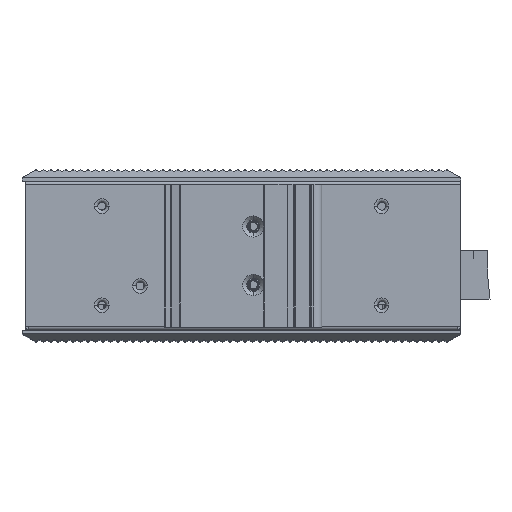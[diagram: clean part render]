
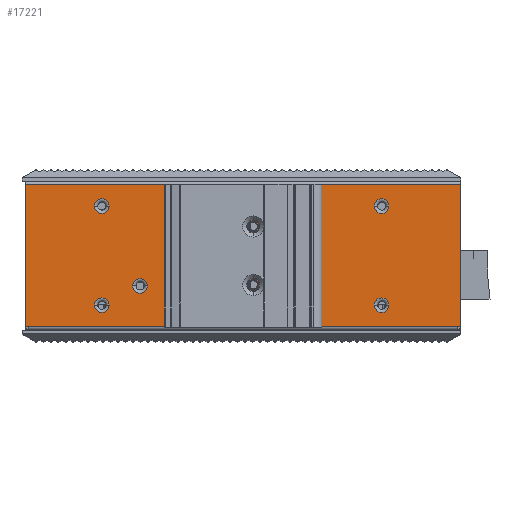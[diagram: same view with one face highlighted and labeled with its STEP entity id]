
A CAD part, top view. The second image highlights one B-rep face of the part: STEP entity #17221.
In plain terms, the highlighted planar face has unit normal (0, 0, 1).
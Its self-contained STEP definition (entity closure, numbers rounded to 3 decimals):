
#5889=DIRECTION('',(-1.,0.,0.));
#5890=VECTOR('',#5889,132.);
#5891=CARTESIAN_POINT('',(65.66,0.,46.3));
#5892=LINE('',#5891,#5890);
#5896=DIRECTION('',(1.,0.,0.));
#5897=VECTOR('',#5896,1.);
#5898=CARTESIAN_POINT('',(-67.34,0.,46.3));
#5899=LINE('',#5898,#5897);
#5903=DIRECTION('',(0.,-1.,0.));
#5904=VECTOR('',#5903,43.8);
#5905=CARTESIAN_POINT('',(-67.34,43.8,46.3));
#5906=LINE('',#5905,#5904);
#5910=DIRECTION('',(0.,1.,0.));
#5911=VECTOR('',#5910,43.8);
#5912=CARTESIAN_POINT('',(66.66,0.,46.3));
#5913=LINE('',#5912,#5911);
#5917=DIRECTION('',(1.,0.,0.));
#5918=VECTOR('',#5917,1.);
#5919=CARTESIAN_POINT('',(65.66,0.,46.3));
#5920=LINE('',#5919,#5918);
#5924=CARTESIAN_POINT('',(2.83,30.9,46.3));
#5925=DIRECTION('',(0.,0.,-1.));
#5926=DIRECTION('',(-1.,0.,0.));
#5927=AXIS2_PLACEMENT_3D('',#5924,#5925,#5926);
#5932=CARTESIAN_POINT('',(2.83,30.9,46.3));
#5933=DIRECTION('',(0.,0.,-1.));
#5934=DIRECTION('',(1.,0.,0.));
#5935=AXIS2_PLACEMENT_3D('',#5932,#5933,#5934);
#5940=CARTESIAN_POINT('',(2.83,12.9,46.3));
#5941=DIRECTION('',(0.,0.,-1.));
#5942=DIRECTION('',(-1.,0.,0.));
#5943=AXIS2_PLACEMENT_3D('',#5940,#5941,#5942);
#5948=CARTESIAN_POINT('',(2.83,12.9,46.3));
#5949=DIRECTION('',(0.,0.,-1.));
#5950=DIRECTION('',(1.,0.,0.));
#5951=AXIS2_PLACEMENT_3D('',#5948,#5949,#5950);
#5956=CARTESIAN_POINT('',(42.36,6.65,46.3));
#5957=DIRECTION('',(0.,0.,-1.));
#5958=DIRECTION('',(1.,0.,0.));
#5959=AXIS2_PLACEMENT_3D('',#5956,#5957,#5958);
#5964=CARTESIAN_POINT('',(42.36,6.65,46.3));
#5965=DIRECTION('',(0.,0.,-1.));
#5966=DIRECTION('',(-1.,0.,0.));
#5967=AXIS2_PLACEMENT_3D('',#5964,#5965,#5966);
#5972=CARTESIAN_POINT('',(42.36,37.15,46.3));
#5973=DIRECTION('',(0.,0.,-1.));
#5974=DIRECTION('',(1.,0.,0.));
#5975=AXIS2_PLACEMENT_3D('',#5972,#5973,#5974);
#5980=CARTESIAN_POINT('',(42.36,37.15,46.3));
#5981=DIRECTION('',(0.,0.,-1.));
#5982=DIRECTION('',(-1.,0.,0.));
#5983=AXIS2_PLACEMENT_3D('',#5980,#5981,#5982);
#5988=CARTESIAN_POINT('',(-43.78,6.65,46.3));
#5989=DIRECTION('',(0.,0.,-1.));
#5990=DIRECTION('',(1.,0.,0.));
#5991=AXIS2_PLACEMENT_3D('',#5988,#5989,#5990);
#5996=CARTESIAN_POINT('',(-43.78,6.65,46.3));
#5997=DIRECTION('',(0.,0.,-1.));
#5998=DIRECTION('',(-1.,0.,0.));
#5999=AXIS2_PLACEMENT_3D('',#5996,#5997,#5998);
#6004=CARTESIAN_POINT('',(-43.78,37.15,46.3));
#6005=DIRECTION('',(0.,0.,-1.));
#6006=DIRECTION('',(1.,0.,0.));
#6007=AXIS2_PLACEMENT_3D('',#6004,#6005,#6006);
#6012=CARTESIAN_POINT('',(-43.78,37.15,46.3));
#6013=DIRECTION('',(0.,0.,-1.));
#6014=DIRECTION('',(-1.,0.,0.));
#6015=AXIS2_PLACEMENT_3D('',#6012,#6013,#6014);
#6020=CARTESIAN_POINT('',(-32.,12.6,46.3));
#6021=DIRECTION('',(0.,0.,-1.));
#6022=DIRECTION('',(1.,0.,0.));
#6023=AXIS2_PLACEMENT_3D('',#6020,#6021,#6022);
#6028=CARTESIAN_POINT('',(-32.,12.6,46.3));
#6029=DIRECTION('',(0.,0.,-1.));
#6030=DIRECTION('',(-1.,0.,0.));
#6031=AXIS2_PLACEMENT_3D('',#6028,#6029,#6030);
#6135=DIRECTION('',(-1.,0.,0.));
#6136=VECTOR('',#6135,134.);
#6137=CARTESIAN_POINT('',(66.66,43.8,46.3));
#6138=LINE('',#6137,#6136);
#12228=CARTESIAN_POINT('',(66.66,0.,46.3));
#12230=VERTEX_POINT('',#12228);
#12231=CARTESIAN_POINT('',(65.66,0.,46.3));
#12232=VERTEX_POINT('',#12231);
#12234=CARTESIAN_POINT('',(-67.34,0.,46.3));
#12236=VERTEX_POINT('',#12234);
#12237=CARTESIAN_POINT('',(-66.34,0.,46.3));
#12238=VERTEX_POINT('',#12237);
#12255=CARTESIAN_POINT('',(66.66,43.8,46.3));
#12256=CARTESIAN_POINT('',(-67.34,43.8,46.3));
#12257=VERTEX_POINT('',#12255);
#12258=VERTEX_POINT('',#12256);
#12293=CARTESIAN_POINT('',(1.33,30.9,46.3));
#12294=CARTESIAN_POINT('',(4.33,30.9,46.3));
#12295=VERTEX_POINT('',#12293);
#12296=VERTEX_POINT('',#12294);
#12301=CARTESIAN_POINT('',(1.33,12.9,46.3));
#12302=CARTESIAN_POINT('',(4.33,12.9,46.3));
#12303=VERTEX_POINT('',#12301);
#12304=VERTEX_POINT('',#12302);
#13849=CARTESIAN_POINT('',(44.61,6.65,46.3));
#13850=CARTESIAN_POINT('',(40.11,6.65,46.3));
#13851=VERTEX_POINT('',#13849);
#13852=VERTEX_POINT('',#13850);
#13869=CARTESIAN_POINT('',(44.61,37.15,46.3));
#13870=CARTESIAN_POINT('',(40.11,37.15,46.3));
#13871=VERTEX_POINT('',#13869);
#13872=VERTEX_POINT('',#13870);
#13889=CARTESIAN_POINT('',(-41.53,6.65,46.3));
#13890=CARTESIAN_POINT('',(-46.03,6.65,46.3));
#13891=VERTEX_POINT('',#13889);
#13892=VERTEX_POINT('',#13890);
#13909=CARTESIAN_POINT('',(-41.53,37.15,46.3));
#13910=CARTESIAN_POINT('',(-46.03,37.15,46.3));
#13911=VERTEX_POINT('',#13909);
#13912=VERTEX_POINT('',#13910);
#14117=CARTESIAN_POINT('',(-29.75,12.6,46.3));
#14118=CARTESIAN_POINT('',(-34.25,12.6,46.3));
#14119=VERTEX_POINT('',#14117);
#14120=VERTEX_POINT('',#14118);
#17163=CARTESIAN_POINT('',(-66.34,0.,46.3));
#17164=DIRECTION('',(0.,0.,-1.));
#17165=DIRECTION('',(-1.,0.,0.));
#17166=AXIS2_PLACEMENT_3D('',#17163,#17164,#17165);
#17167=PLANE('',#17166);
#17168=ORIENTED_EDGE('',*,*,#17156,.T.);
#17169=ORIENTED_EDGE('',*,*,#15141,.F.);
#17171=ORIENTED_EDGE('',*,*,#17170,.F.);
#17173=ORIENTED_EDGE('',*,*,#17172,.F.);
#17175=ORIENTED_EDGE('',*,*,#17174,.F.);
#17176=ORIENTED_EDGE('',*,*,#15213,.F.);
#17177=EDGE_LOOP('',(#17168,#17169,#17171,#17173,#17175,#17176));
#17178=FACE_OUTER_BOUND('',#17177,.F.);
#17180=ORIENTED_EDGE('',*,*,#17179,.F.);
#17182=ORIENTED_EDGE('',*,*,#17181,.F.);
#17183=EDGE_LOOP('',(#17180,#17182));
#17184=FACE_BOUND('',#17183,.F.);
#17186=ORIENTED_EDGE('',*,*,#17185,.F.);
#17188=ORIENTED_EDGE('',*,*,#17187,.F.);
#17189=EDGE_LOOP('',(#17186,#17188));
#17190=FACE_BOUND('',#17189,.F.);
#17192=ORIENTED_EDGE('',*,*,#17191,.F.);
#17194=ORIENTED_EDGE('',*,*,#17193,.F.);
#17195=EDGE_LOOP('',(#17192,#17194));
#17196=FACE_BOUND('',#17195,.F.);
#17198=ORIENTED_EDGE('',*,*,#17197,.F.);
#17200=ORIENTED_EDGE('',*,*,#17199,.F.);
#17201=EDGE_LOOP('',(#17198,#17200));
#17202=FACE_BOUND('',#17201,.F.);
#17204=ORIENTED_EDGE('',*,*,#17203,.F.);
#17206=ORIENTED_EDGE('',*,*,#17205,.F.);
#17207=EDGE_LOOP('',(#17204,#17206));
#17208=FACE_BOUND('',#17207,.F.);
#17210=ORIENTED_EDGE('',*,*,#17209,.F.);
#17212=ORIENTED_EDGE('',*,*,#17211,.F.);
#17213=EDGE_LOOP('',(#17210,#17212));
#17214=FACE_BOUND('',#17213,.F.);
#17216=ORIENTED_EDGE('',*,*,#17215,.F.);
#17218=ORIENTED_EDGE('',*,*,#17217,.F.);
#17219=EDGE_LOOP('',(#17216,#17218));
#17220=FACE_BOUND('',#17219,.F.);
#5928=CIRCLE('',#5927,1.5);
#5936=CIRCLE('',#5935,1.5);
#5944=CIRCLE('',#5943,1.5);
#5952=CIRCLE('',#5951,1.5);
#5960=CIRCLE('',#5959,2.25);
#5968=CIRCLE('',#5967,2.25);
#5976=CIRCLE('',#5975,2.25);
#5984=CIRCLE('',#5983,2.25);
#5992=CIRCLE('',#5991,2.25);
#6000=CIRCLE('',#5999,2.25);
#6008=CIRCLE('',#6007,2.25);
#6016=CIRCLE('',#6015,2.25);
#6024=CIRCLE('',#6023,2.25);
#6032=CIRCLE('',#6031,2.25);
#15141=EDGE_CURVE('',#12236,#12238,#5899,.T.);
#15213=EDGE_CURVE('',#12232,#12230,#5920,.T.);
#17156=EDGE_CURVE('',#12232,#12238,#5892,.T.);
#17170=EDGE_CURVE('',#12258,#12236,#5906,.T.);
#17172=EDGE_CURVE('',#12257,#12258,#6138,.T.);
#17174=EDGE_CURVE('',#12230,#12257,#5913,.T.);
#17179=EDGE_CURVE('',#12295,#12296,#5928,.T.);
#17181=EDGE_CURVE('',#12296,#12295,#5936,.T.);
#17185=EDGE_CURVE('',#12303,#12304,#5944,.T.);
#17187=EDGE_CURVE('',#12304,#12303,#5952,.T.);
#17191=EDGE_CURVE('',#13851,#13852,#5960,.T.);
#17193=EDGE_CURVE('',#13852,#13851,#5968,.T.);
#17197=EDGE_CURVE('',#13871,#13872,#5976,.T.);
#17199=EDGE_CURVE('',#13872,#13871,#5984,.T.);
#17203=EDGE_CURVE('',#13891,#13892,#5992,.T.);
#17205=EDGE_CURVE('',#13892,#13891,#6000,.T.);
#17209=EDGE_CURVE('',#13911,#13912,#6008,.T.);
#17211=EDGE_CURVE('',#13912,#13911,#6016,.T.);
#17215=EDGE_CURVE('',#14119,#14120,#6024,.T.);
#17217=EDGE_CURVE('',#14120,#14119,#6032,.T.);
#17221=ADVANCED_FACE('',(#17178,#17184,#17190,#17196,#17202,#17208,#17214,
#17220),#17167,.F.);
